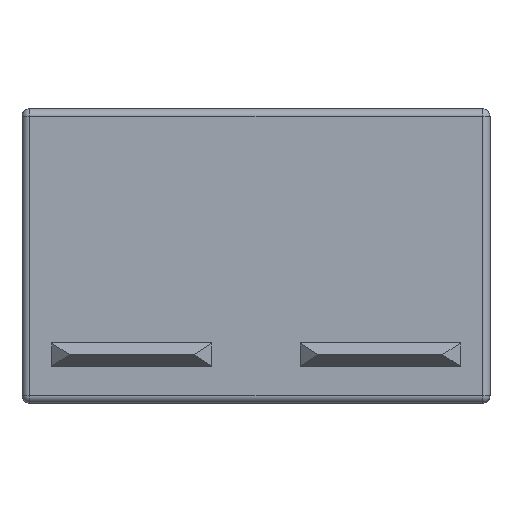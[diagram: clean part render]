
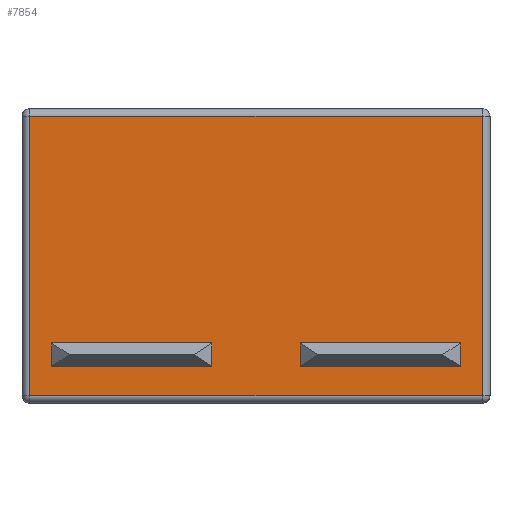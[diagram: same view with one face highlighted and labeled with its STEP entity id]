
A CAD part, front view. The second image highlights one B-rep face of the part: STEP entity #7854.
In plain terms, the highlighted planar face has unit normal (0, -1, 0).
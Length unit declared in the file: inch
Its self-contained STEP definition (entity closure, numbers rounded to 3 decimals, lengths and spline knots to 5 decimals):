
#177 = CARTESIAN_POINT ( 'NONE',  ( 0.31, 0., -0.185 ) ) ;
#211 = EDGE_CURVE ( 'NONE', #4126, #8510, #5658, .T. ) ;
#227 = VERTEX_POINT ( 'NONE', #6924 ) ;
#236 = EDGE_CURVE ( 'NONE', #5128, #227, #3643, .T. ) ;
#390 = EDGE_CURVE ( 'NONE', #2294, #9410, #11236, .T. ) ;
#458 = EDGE_LOOP ( 'NONE', ( #10713, #4518, #2832, #13850 ) ) ;
#490 = VECTOR ( 'NONE', #5403, 39.37008 ) ;
#607 = VECTOR ( 'NONE', #9759, 39.37008 ) ;
#789 = ORIENTED_EDGE ( 'NONE', *, *, #7729, .T. ) ;
#895 = CARTESIAN_POINT ( 'NONE',  ( -0.2705, 0., -0.1462 ) ) ;
#1189 = DIRECTION ( 'NONE',  ( -1., 0., 0. ) ) ;
#1303 = VECTOR ( 'NONE', #7610, 39.37008 ) ;
#1596 = DIRECTION ( 'NONE',  ( 0., 0., -1. ) ) ;
#1639 = VERTEX_POINT ( 'NONE', #9478 ) ;
#1926 = CARTESIAN_POINT ( 'NONE',  ( -0.0585, 0., -0.1152 ) ) ;
#2006 = CARTESIAN_POINT ( 'NONE',  ( 0.0585, 0., -0.1462 ) ) ;
#2294 = VERTEX_POINT ( 'NONE', #10427 ) ;
#2817 = VERTEX_POINT ( 'NONE', #6933 ) ;
#2832 = ORIENTED_EDGE ( 'NONE', *, *, #11547, .T. ) ;
#3114 = CARTESIAN_POINT ( 'NONE',  ( 0.0585, 0., -0.1462 ) ) ;
#3264 = VECTOR ( 'NONE', #7643, 39.37008 ) ;
#3643 = LINE ( 'NONE', #3754, #11593 ) ;
#3675 = LINE ( 'NONE', #2006, #5532 ) ;
#3754 = CARTESIAN_POINT ( 'NONE',  ( -0.2705, 0., -0.1152 ) ) ;
#4125 = EDGE_CURVE ( 'NONE', #9410, #1639, #3675, .T. ) ;
#4126 = VERTEX_POINT ( 'NONE', #8899 ) ;
#4287 = CARTESIAN_POINT ( 'NONE',  ( 0.2705, 0., -0.1462 ) ) ;
#4518 = ORIENTED_EDGE ( 'NONE', *, *, #11096, .T. ) ;
#4591 = DIRECTION ( 'NONE',  ( 1., 0., 0. ) ) ;
#5002 = EDGE_LOOP ( 'NONE', ( #7703, #13586, #789, #7545 ) ) ;
#5128 = VERTEX_POINT ( 'NONE', #11732 ) ;
#5186 = DIRECTION ( 'NONE',  ( -1., 0., 0. ) ) ;
#5380 = ORIENTED_EDGE ( 'NONE', *, *, #8269, .F. ) ;
#5403 = DIRECTION ( 'NONE',  ( 0., 0., 1. ) ) ;
#5428 = DIRECTION ( 'NONE',  ( 0., 0., 1. ) ) ;
#5486 = DIRECTION ( 'NONE',  ( -1., 0., 0. ) ) ;
#5489 = CARTESIAN_POINT ( 'NONE',  ( 0.2705, 0., -0.1152 ) ) ;
#5532 = VECTOR ( 'NONE', #5428, 39.37008 ) ;
#5658 = LINE ( 'NONE', #7956, #9872 ) ;
#5677 = VERTEX_POINT ( 'NONE', #9624 ) ;
#5717 = CARTESIAN_POINT ( 'NONE',  ( 0.0585, 0., -0.1152 ) ) ;
#5816 = VECTOR ( 'NONE', #4591, 39.37008 ) ;
#6181 = VECTOR ( 'NONE', #5486, 39.37008 ) ;
#6311 = LINE ( 'NONE', #895, #7648 ) ;
#6546 = CARTESIAN_POINT ( 'NONE',  ( 0.2705, 0., -0.1152 ) ) ;
#6550 = ORIENTED_EDGE ( 'NONE', *, *, #236, .F. ) ;
#6589 = VECTOR ( 'NONE', #1189, 39.37008 ) ;
#6629 = CARTESIAN_POINT ( 'NONE',  ( -0.0585, 0., -0.1152 ) ) ;
#6885 = LINE ( 'NONE', #8656, #607 ) ;
#6924 = CARTESIAN_POINT ( 'NONE',  ( -0.2705, 0., -0.1462 ) ) ;
#6933 = CARTESIAN_POINT ( 'NONE',  ( 0.3, 0., -0.185 ) ) ;
#7147 = FACE_BOUND ( 'NONE', #5002, .T. ) ;
#7545 = ORIENTED_EDGE ( 'NONE', *, *, #390, .T. ) ;
#7610 = DIRECTION ( 'NONE',  ( 1., 0., 0. ) ) ;
#7643 = DIRECTION ( 'NONE',  ( 0., 0., -1. ) ) ;
#7648 = VECTOR ( 'NONE', #10657, 39.37008 ) ;
#7653 = CARTESIAN_POINT ( 'NONE',  ( -0.0585, 0., -0.1462 ) ) ;
#7703 = ORIENTED_EDGE ( 'NONE', *, *, #4125, .T. ) ;
#7729 = EDGE_CURVE ( 'NONE', #11125, #2294, #11901, .T. ) ;
#7854 = ADVANCED_FACE ( 'NONE', ( #7147, #8832, #8310 ), #8069, .T. ) ;
#7956 = CARTESIAN_POINT ( 'NONE',  ( -0.3, 0., -0.195 ) ) ;
#8069 = PLANE ( 'NONE',  #8074 ) ;
#8074 = AXIS2_PLACEMENT_3D ( 'NONE', #10238, #9251, #1596 ) ;
#8269 = EDGE_CURVE ( 'NONE', #11071, #12575, #6885, .T. ) ;
#8310 = FACE_BOUND ( 'NONE', #9223, .T. ) ;
#8510 = VERTEX_POINT ( 'NONE', #8553 ) ;
#8553 = CARTESIAN_POINT ( 'NONE',  ( -0.3, 0., -0.185 ) ) ;
#8656 = CARTESIAN_POINT ( 'NONE',  ( -0.0585, 0., -0.1462 ) ) ;
#8832 = FACE_OUTER_BOUND ( 'NONE', #458, .T. ) ;
#8899 = CARTESIAN_POINT ( 'NONE',  ( -0.3, 0., 0.185 ) ) ;
#9102 = LINE ( 'NONE', #10755, #6589 ) ;
#9214 = EDGE_CURVE ( 'NONE', #12575, #5128, #10558, .T. ) ;
#9223 = EDGE_LOOP ( 'NONE', ( #13844, #5380, #10753, #6550 ) ) ;
#9251 = DIRECTION ( 'NONE',  ( 0., -1., 0. ) ) ;
#9410 = VERTEX_POINT ( 'NONE', #3114 ) ;
#9428 = LINE ( 'NONE', #177, #1303 ) ;
#9468 = EDGE_CURVE ( 'NONE', #1639, #11125, #11726, .T. ) ;
#9478 = CARTESIAN_POINT ( 'NONE',  ( 0.0585, 0., -0.1152 ) ) ;
#9624 = CARTESIAN_POINT ( 'NONE',  ( 0.3, 0., 0.185 ) ) ;
#9635 = EDGE_CURVE ( 'NONE', #227, #11071, #6311, .T. ) ;
#9674 = CARTESIAN_POINT ( 'NONE',  ( 0.3, 0., 0.195 ) ) ;
#9759 = DIRECTION ( 'NONE',  ( 0., 0., 1. ) ) ;
#9872 = VECTOR ( 'NONE', #10163, 39.37008 ) ;
#10163 = DIRECTION ( 'NONE',  ( 0., 0., -1. ) ) ;
#10217 = VECTOR ( 'NONE', #5186, 39.37008 ) ;
#10238 = CARTESIAN_POINT ( 'NONE',  ( 0.31, 0., -0.195 ) ) ;
#10427 = CARTESIAN_POINT ( 'NONE',  ( 0.2705, 0., -0.1462 ) ) ;
#10558 = LINE ( 'NONE', #6629, #6181 ) ;
#10657 = DIRECTION ( 'NONE',  ( 1., 0., 0. ) ) ;
#10713 = ORIENTED_EDGE ( 'NONE', *, *, #211, .T. ) ;
#10753 = ORIENTED_EDGE ( 'NONE', *, *, #9635, .F. ) ;
#10755 = CARTESIAN_POINT ( 'NONE',  ( -0.31, 0., 0.185 ) ) ;
#11071 = VERTEX_POINT ( 'NONE', #7653 ) ;
#11096 = EDGE_CURVE ( 'NONE', #8510, #2817, #9428, .T. ) ;
#11125 = VERTEX_POINT ( 'NONE', #6546 ) ;
#11236 = LINE ( 'NONE', #4287, #10217 ) ;
#11547 = EDGE_CURVE ( 'NONE', #2817, #5677, #13021, .T. ) ;
#11593 = VECTOR ( 'NONE', #13379, 39.37008 ) ;
#11726 = LINE ( 'NONE', #5717, #5816 ) ;
#11732 = CARTESIAN_POINT ( 'NONE',  ( -0.2705, 0., -0.1152 ) ) ;
#11901 = LINE ( 'NONE', #5489, #3264 ) ;
#12093 = EDGE_CURVE ( 'NONE', #5677, #4126, #9102, .T. ) ;
#12575 = VERTEX_POINT ( 'NONE', #1926 ) ;
#13021 = LINE ( 'NONE', #9674, #490 ) ;
#13379 = DIRECTION ( 'NONE',  ( 0., 0., -1. ) ) ;
#13586 = ORIENTED_EDGE ( 'NONE', *, *, #9468, .T. ) ;
#13844 = ORIENTED_EDGE ( 'NONE', *, *, #9214, .F. ) ;
#13850 = ORIENTED_EDGE ( 'NONE', *, *, #12093, .T. ) ;
